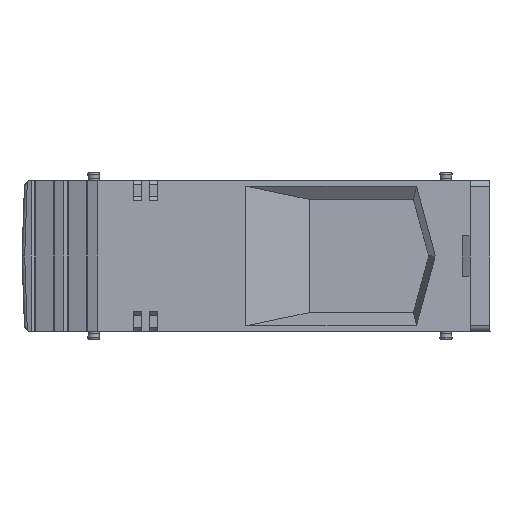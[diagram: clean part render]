
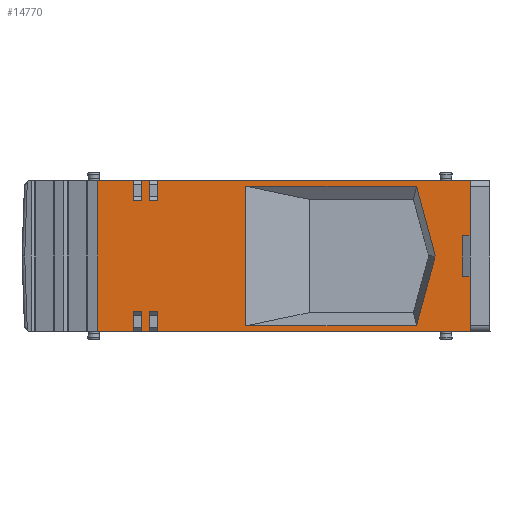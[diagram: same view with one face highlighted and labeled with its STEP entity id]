
A CAD part, left-side view. The second image highlights one B-rep face of the part: STEP entity #14770.
In plain terms, the highlighted face is planar.
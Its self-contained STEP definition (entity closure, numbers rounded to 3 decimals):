
#10050=CARTESIAN_POINT('',(7.,-34.965,
-17.176));
#10060=VERTEX_POINT('',#10050);
#10090=CARTESIAN_POINT('',(7.,-39.567,
0.));
#10100=DIRECTION('',(0.,-0.259,
0.966));
#10110=VECTOR('',#10100,1.);
#10120=LINE('',#10090,#10110);
#10130=CARTESIAN_POINT('',(7.,-39.567,
0.));
#10140=VERTEX_POINT('',#10130);
#10150=EDGE_CURVE('',#10060,#10140,#10120,.T.);
#12570=CARTESIAN_POINT('',(7.,34.57,
0.));
#12580=DIRECTION('',(1.,0.,0.));
#12590=DIRECTION('',(0.,-1.,0.));
#12600=AXIS2_PLACEMENT_3D('',#12570,#12580,#12590);
#12610=PLANE('',#12600);
#12620=CARTESIAN_POINT('',(7.,-46.2,
0.));
#12630=DIRECTION('',(0.,0.,1.));
#12640=VECTOR('',#12630,1.);
#12650=LINE('',#12620,#12640);
#12660=CARTESIAN_POINT('',(7.,-46.2,-5.));
#12670=VERTEX_POINT('',#12660);
#12680=CARTESIAN_POINT('',(7.,-46.2,5.));
#12690=VERTEX_POINT('',#12680);
#12700=EDGE_CURVE('',#12670,#12690,#12650,.T.);
#12710=ORIENTED_EDGE('',*,*,#12700,.F.);
#12720=CARTESIAN_POINT('',(7.,-19.1,5.));
#12730=DIRECTION('',(0.,1.,0.));
#12740=VECTOR('',#12730,1.);
#12750=LINE('',#12720,#12740);
#12760=CARTESIAN_POINT('',(7.,-48.1,5.));
#12770=VERTEX_POINT('',#12760);
#12780=EDGE_CURVE('',#12770,#12690,#12750,.T.);
#12790=ORIENTED_EDGE('',*,*,#12780,.T.);
#12800=CARTESIAN_POINT('',(7.,-48.1,
0.));
#12810=DIRECTION('',(0.,0.,1.));
#12820=VECTOR('',#12810,1.);
#12830=LINE('',#12800,#12820);
#12840=CARTESIAN_POINT('',(7.,-48.1,18.5));
#12850=VERTEX_POINT('',#12840);
#12860=EDGE_CURVE('',#12770,#12850,#12830,.T.);
#12870=ORIENTED_EDGE('',*,*,#12860,.F.);
#12880=CARTESIAN_POINT('',(7.,-19.1,18.5));
#12890=DIRECTION('',(0.,-1.,0.));
#12900=VECTOR('',#12890,1.);
#12910=LINE('',#12880,#12900);
#12920=CARTESIAN_POINT('',(7.,28.5,18.5));
#12930=VERTEX_POINT('',#12920);
#12940=EDGE_CURVE('',#12930,#12850,#12910,.T.);
#12950=ORIENTED_EDGE('',*,*,#12940,.T.);
#12960=CARTESIAN_POINT('',(7.,28.5,
0.));
#12970=DIRECTION('',(0.,0.,-1.));
#12980=VECTOR('',#12970,1.);
#12990=LINE('',#12960,#12980);
#13000=CARTESIAN_POINT('',(7.,28.5,13.5));
#13010=VERTEX_POINT('',#13000);
#13020=EDGE_CURVE('',#12930,#13010,#12990,.T.);
#13030=ORIENTED_EDGE('',*,*,#13020,.F.);
#13040=CARTESIAN_POINT('',(7.,-19.1,13.5));
#13050=DIRECTION('',(0.,1.,0.));
#13060=VECTOR('',#13050,1.);
#13070=LINE('',#13040,#13060);
#13080=CARTESIAN_POINT('',(7.,30.5,13.5));
#13090=VERTEX_POINT('',#13080);
#13100=EDGE_CURVE('',#13010,#13090,#13070,.T.);
#13110=ORIENTED_EDGE('',*,*,#13100,.F.);
#13120=CARTESIAN_POINT('',(7.,30.5,
0.));
#13130=DIRECTION('',(0.,0.,1.));
#13140=VECTOR('',#13130,1.);
#13150=LINE('',#13120,#13140);
#13160=CARTESIAN_POINT('',(7.,30.5,18.5));
#13170=VERTEX_POINT('',#13160);
#13180=EDGE_CURVE('',#13090,#13170,#13150,.T.);
#13190=ORIENTED_EDGE('',*,*,#13180,.F.);
#13200=CARTESIAN_POINT('',(7.,-19.1,18.5));
#13210=DIRECTION('',(0.,-1.,0.));
#13220=VECTOR('',#13210,1.);
#13230=LINE('',#13200,#13220);
#13240=CARTESIAN_POINT('',(7.,32.5,18.5));
#13250=VERTEX_POINT('',#13240);
#13260=EDGE_CURVE('',#13250,#13170,#13230,.T.);
#13270=ORIENTED_EDGE('',*,*,#13260,.T.);
#13280=CARTESIAN_POINT('',(7.,32.5,
0.));
#13290=DIRECTION('',(0.,0.,-1.));
#13300=VECTOR('',#13290,1.);
#13310=LINE('',#13280,#13300);
#13320=CARTESIAN_POINT('',(7.,32.5,13.5));
#13330=VERTEX_POINT('',#13320);
#13340=EDGE_CURVE('',#13250,#13330,#13310,.T.);
#13350=ORIENTED_EDGE('',*,*,#13340,.F.);
#13360=CARTESIAN_POINT('',(7.,-19.1,13.5));
#13370=DIRECTION('',(0.,1.,0.));
#13380=VECTOR('',#13370,1.);
#13390=LINE('',#13360,#13380);
#13400=CARTESIAN_POINT('',(7.,34.5,13.5));
#13410=VERTEX_POINT('',#13400);
#13420=EDGE_CURVE('',#13330,#13410,#13390,.T.);
#13430=ORIENTED_EDGE('',*,*,#13420,.F.);
#13440=CARTESIAN_POINT('',(7.,34.5,
0.));
#13450=DIRECTION('',(0.,0.,1.));
#13460=VECTOR('',#13450,1.);
#13470=LINE('',#13440,#13460);
#13480=CARTESIAN_POINT('',(7.,34.5,18.5));
#13490=VERTEX_POINT('',#13480);
#13500=EDGE_CURVE('',#13410,#13490,#13470,.T.);
#13510=ORIENTED_EDGE('',*,*,#13500,.F.);
#13520=CARTESIAN_POINT('',(7.,43.3,18.5));
#13530=VERTEX_POINT('',#13520);
#13540=EDGE_CURVE('',#13530,#13490,#13230,.T.);
#13550=ORIENTED_EDGE('',*,*,#13540,.T.);
#13560=CARTESIAN_POINT('',(7.,43.3,0.));
#13570=DIRECTION('',(0.,0.,-1.));
#13580=VECTOR('',#13570,1.);
#13590=LINE('',#13560,#13580);
#13600=CARTESIAN_POINT('',(7.,43.3,-18.5));
#13610=VERTEX_POINT('',#13600);
#13620=EDGE_CURVE('',#13530,#13610,#13590,.T.);
#13630=ORIENTED_EDGE('',*,*,#13620,.F.);
#13640=CARTESIAN_POINT('',(7.,-19.1,-18.5));
#13650=DIRECTION('',(0.,-1.,0.));
#13660=VECTOR('',#13650,1.);
#13670=LINE('',#13640,#13660);
#13680=CARTESIAN_POINT('',(7.,34.5,-18.5));
#13690=VERTEX_POINT('',#13680);
#13700=EDGE_CURVE('',#13610,#13690,#13670,.T.);
#13710=ORIENTED_EDGE('',*,*,#13700,.F.);
#13720=CARTESIAN_POINT('',(7.,34.5,
0.));
#13730=DIRECTION('',(0.,0.,-1.));
#13740=VECTOR('',#13730,1.);
#13750=LINE('',#13720,#13740);
#13760=CARTESIAN_POINT('',(7.,34.5,-13.5));
#13770=VERTEX_POINT('',#13760);
#13780=EDGE_CURVE('',#13770,#13690,#13750,.T.);
#13790=ORIENTED_EDGE('',*,*,#13780,.T.);
#13800=CARTESIAN_POINT('',(7.,-19.1,-13.5));
#13810=DIRECTION('',(0.,1.,0.));
#13820=VECTOR('',#13810,1.);
#13830=LINE('',#13800,#13820);
#13840=CARTESIAN_POINT('',(7.,32.5,-13.5));
#13850=VERTEX_POINT('',#13840);
#13860=EDGE_CURVE('',#13850,#13770,#13830,.T.);
#13870=ORIENTED_EDGE('',*,*,#13860,.T.);
#13880=CARTESIAN_POINT('',(7.,32.5,
0.));
#13890=DIRECTION('',(0.,0.,1.));
#13900=VECTOR('',#13890,1.);
#13910=LINE('',#13880,#13900);
#13920=CARTESIAN_POINT('',(7.,32.5,-18.5));
#13930=VERTEX_POINT('',#13920);
#13940=EDGE_CURVE('',#13930,#13850,#13910,.T.);
#13950=ORIENTED_EDGE('',*,*,#13940,.T.);
#13960=CARTESIAN_POINT('',(7.,30.5,-18.5));
#13970=VERTEX_POINT('',#13960);
#13980=EDGE_CURVE('',#13930,#13970,#13670,.T.);
#13990=ORIENTED_EDGE('',*,*,#13980,.F.);
#14000=CARTESIAN_POINT('',(7.,30.5,
0.));
#14010=DIRECTION('',(0.,0.,-1.));
#14020=VECTOR('',#14010,1.);
#14030=LINE('',#14000,#14020);
#14040=CARTESIAN_POINT('',(7.,30.5,-13.5));
#14050=VERTEX_POINT('',#14040);
#14060=EDGE_CURVE('',#14050,#13970,#14030,.T.);
#14070=ORIENTED_EDGE('',*,*,#14060,.T.);
#14080=CARTESIAN_POINT('',(7.,-19.1,-13.5));
#14090=DIRECTION('',(0.,1.,0.));
#14100=VECTOR('',#14090,1.);
#14110=LINE('',#14080,#14100);
#14120=CARTESIAN_POINT('',(7.,28.5,-13.5));
#14130=VERTEX_POINT('',#14120);
#14140=EDGE_CURVE('',#14130,#14050,#14110,.T.);
#14150=ORIENTED_EDGE('',*,*,#14140,.T.);
#14160=CARTESIAN_POINT('',(7.,28.5,
0.));
#14170=DIRECTION('',(0.,0.,1.));
#14180=VECTOR('',#14170,1.);
#14190=LINE('',#14160,#14180);
#14200=CARTESIAN_POINT('',(7.,28.5,-18.5));
#14210=VERTEX_POINT('',#14200);
#14220=EDGE_CURVE('',#14210,#14130,#14190,.T.);
#14230=ORIENTED_EDGE('',*,*,#14220,.T.);
#14240=CARTESIAN_POINT('',(7.,-19.1,-18.5));
#14250=DIRECTION('',(0.,-1.,0.));
#14260=VECTOR('',#14250,1.);
#14270=LINE('',#14240,#14260);
#14280=CARTESIAN_POINT('',(7.,-48.1,-18.5));
#14290=VERTEX_POINT('',#14280);
#14300=EDGE_CURVE('',#14210,#14290,#14270,.T.);
#14310=ORIENTED_EDGE('',*,*,#14300,.F.);
#14320=CARTESIAN_POINT('',(7.,-48.1,-5.));
#14330=VERTEX_POINT('',#14320);
#14340=EDGE_CURVE('',#14290,#14330,#12830,.T.);
#14350=ORIENTED_EDGE('',*,*,#14340,.F.);
#14360=CARTESIAN_POINT('',(7.,-19.1,-5.));
#14370=DIRECTION('',(0.,1.,0.));
#14380=VECTOR('',#14370,1.);
#14390=LINE('',#14360,#14380);
#14400=EDGE_CURVE('',#14330,#12670,#14390,.T.);
#14410=ORIENTED_EDGE('',*,*,#14400,.F.);
#14420=EDGE_LOOP('',(#14410,#14350,#14310,#14230,#14150,#14070,#13990,
#13950,#13870,#13790,#13710,#13630,#13550,#13510,#13430,#13350,#13270,
#13190,#13110,#13030,#12950,#12870,#12790,#12710));
#14430=FACE_OUTER_BOUND('',#14420,.T.);
#14440=CARTESIAN_POINT('',(7.,-39.567,
0.));
#14450=DIRECTION('',(0.,-0.259,
-0.966));
#14460=VECTOR('',#14450,1.);
#14470=LINE('',#14440,#14460);
#14480=CARTESIAN_POINT('',(7.,-34.965,
17.176));
#14490=VERTEX_POINT('',#14480);
#14500=EDGE_CURVE('',#14490,#10140,#14470,.T.);
#14510=ORIENTED_EDGE('',*,*,#14500,.F.);
#14520=ORIENTED_EDGE('',*,*,#10150,.T.);
#14530=CARTESIAN_POINT('',(7.,-19.1,-17.176));
#14540=DIRECTION('',(0.,1.,0.));
#14550=VECTOR('',#14540,1.);
#14560=LINE('',#14530,#14550);
#14570=CARTESIAN_POINT('',(7.,6.988,-17.176));
#14580=VERTEX_POINT('',#14570);
#14590=EDGE_CURVE('',#10060,#14580,#14560,.T.);
#14600=ORIENTED_EDGE('',*,*,#14590,.F.);
#14610=CARTESIAN_POINT('',(7.,6.988,0.));
#14620=DIRECTION('',(0.,0.,1.));
#14630=VECTOR('',#14620,1.);
#14640=LINE('',#14610,#14630);
#14650=CARTESIAN_POINT('',(7.,6.988,
17.176));
#14660=VERTEX_POINT('',#14650);
#14670=EDGE_CURVE('',#14580,#14660,#14640,.T.);
#14680=ORIENTED_EDGE('',*,*,#14670,.F.);
#14690=CARTESIAN_POINT('',(7.,-19.1,17.176));
#14700=DIRECTION('',(0.,1.,0.));
#14710=VECTOR('',#14700,1.);
#14720=LINE('',#14690,#14710);
#14730=EDGE_CURVE('',#14490,#14660,#14720,.T.);
#14740=ORIENTED_EDGE('',*,*,#14730,.T.);
#14750=EDGE_LOOP('',(#14740,#14680,#14600,#14520,#14510));
#14760=FACE_BOUND('',#14750,.T.);
#14770=ADVANCED_FACE('',(#14430,#14760),#12610,.T.);
